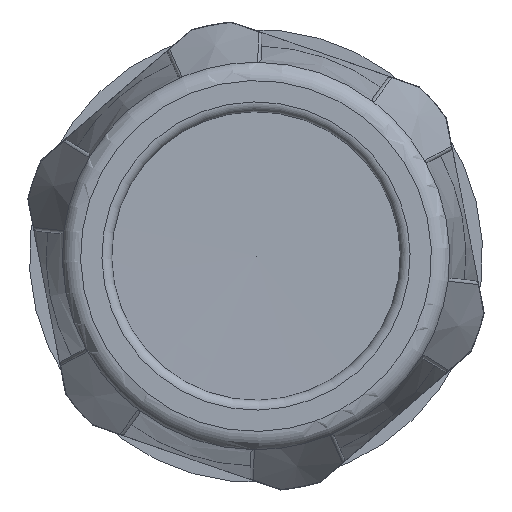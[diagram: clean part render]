
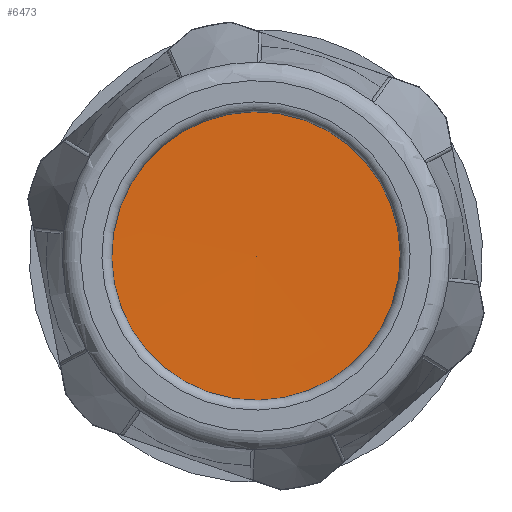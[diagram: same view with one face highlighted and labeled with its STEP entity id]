
A CAD part, left-side view. The second image highlights one B-rep face of the part: STEP entity #6473.
In plain terms, the highlighted conical face has half-angle 89.714 degrees and reference radius 13.129 mm.
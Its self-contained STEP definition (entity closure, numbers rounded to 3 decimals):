
#238=CONICAL_SURFACE('',#7303,13.129,89.714);
#1669=FACE_OUTER_BOUND('',#2085,.T.);
#2085=EDGE_LOOP('',(#6066));
#2490=CIRCLE('',#7302,26.259);
#3261=VERTEX_POINT('',#16560);
#4196=EDGE_CURVE('',#3261,#3261,#2490,.T.);
#6066=ORIENTED_EDGE('',*,*,#4196,.T.);
#6473=ADVANCED_FACE('',(#1669),#238,.F.);
#7302=AXIS2_PLACEMENT_3D('',#16561,#9183,#9184);
#7303=AXIS2_PLACEMENT_3D('',#16562,#9185,#9186);
#9183=DIRECTION('center_axis',(-1.,0.,0.));
#9184=DIRECTION('ref_axis',(0.,0.,1.));
#9185=DIRECTION('center_axis',(-1.,0.,0.));
#9186=DIRECTION('ref_axis',(0.,1.,0.));
#16560=CARTESIAN_POINT('',(-2.191,26.259,0.));
#16561=CARTESIAN_POINT('Origin',(-2.191,0.,0.));
#16562=CARTESIAN_POINT('Origin',(-2.125,0.,0.));
